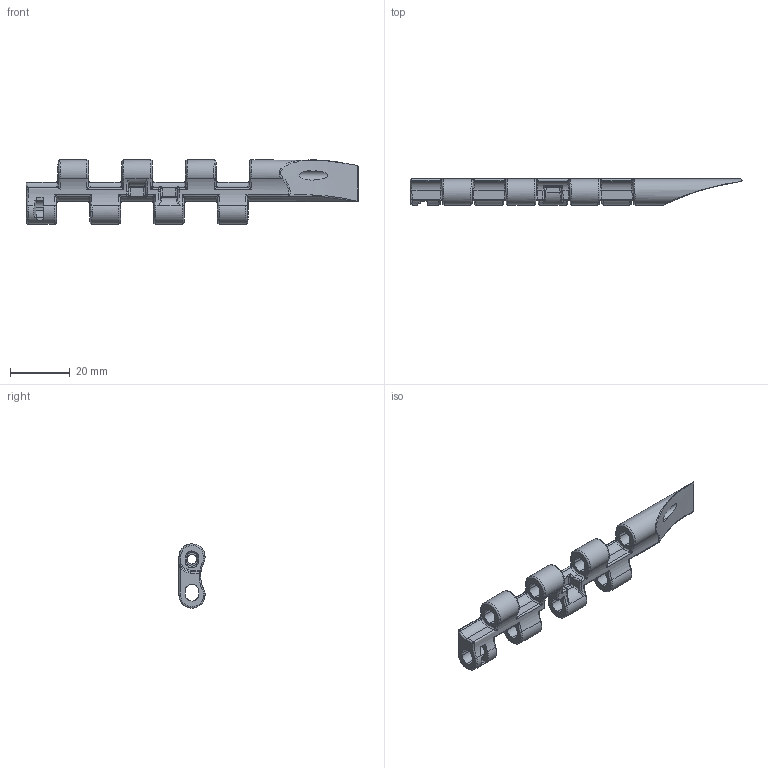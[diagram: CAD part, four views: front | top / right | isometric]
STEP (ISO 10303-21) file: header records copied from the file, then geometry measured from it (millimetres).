
FILE_DESCRIPTION (( 'STEP AP214' ), '1' );
FILE_NAME ('LF912301TL.2.STEP', '2021-03-12T07:29:14', ( '' ), ( '' ), 'SwSTEP 2.0', 'SolidWorks 2019', '' );
FILE_SCHEMA (( 'AUTOMOTIVE_DESIGN' ));
Length unit declared in the file: millimetre
Products named in the file (1): LF912301TL.2
Bounding box: 110.71 x 8.7 x 21.4 mm (x, y, z)
Volume: 6735.3 mm3; surface area: 6173.2 mm2
Topology: 1 solids, 1 shells, 359 faces, 919 edges, 511 vertices
Faces by surface type: bspline 148, cylinder 133, plane 65, sphere 8, cone 3, torus 2
Entity records: 14457 total; most frequent: CARTESIAN_POINT 7617, ORIENTED_EDGE 1730, DIRECTION 1099, EDGE_CURVE 865, VERTEX_POINT 507, AXIS2_PLACEMENT_3D 404, EDGE_LOOP 376, FACE_OUTER_BOUND 359
